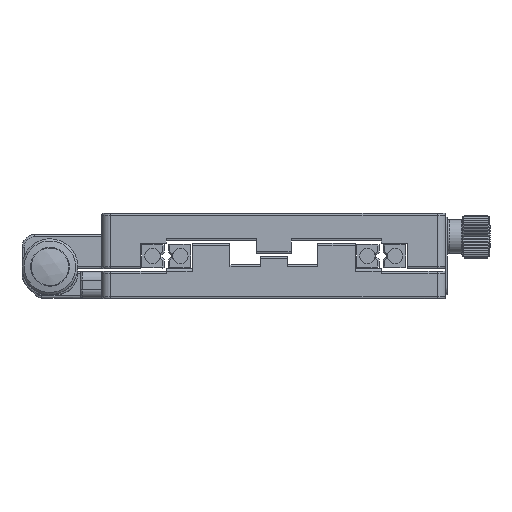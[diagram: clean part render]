
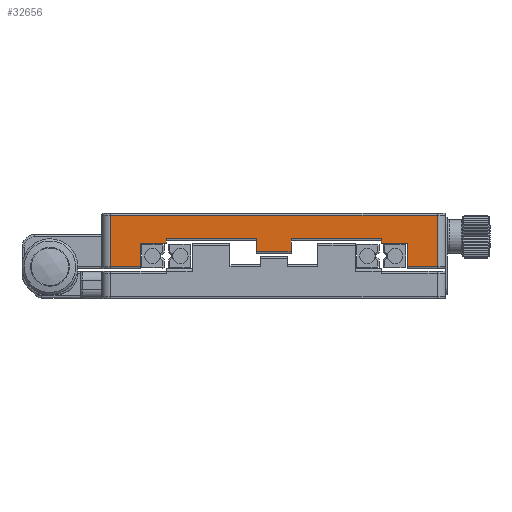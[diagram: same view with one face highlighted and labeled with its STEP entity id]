
A CAD part, front view. The second image highlights one B-rep face of the part: STEP entity #32656.
In plain terms, the highlighted planar face has unit normal (0, -1, 0).
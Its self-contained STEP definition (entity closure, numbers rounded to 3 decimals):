
#751 = VERTEX_POINT ( 'NONE', #33398 ) ;
#1068 = VERTEX_POINT ( 'NONE', #15773 ) ;
#1585 = CARTESIAN_POINT ( 'NONE',  ( 38., -40., 7. ) ) ;
#1686 = VECTOR ( 'NONE', #5820, 1000. ) ;
#2020 = VERTEX_POINT ( 'NONE', #2270 ) ;
#2270 = CARTESIAN_POINT ( 'NONE',  ( -38., -40., 7.5 ) ) ;
#2782 = EDGE_CURVE ( 'NONE', #3024, #27806, #34735, .T. ) ;
#2796 = LINE ( 'NONE', #15208, #21348 ) ;
#2799 = CARTESIAN_POINT ( 'NONE',  ( 4., -40., 11. ) ) ;
#2835 = CARTESIAN_POINT ( 'NONE',  ( -38., -40., 7. ) ) ;
#3021 = EDGE_CURVE ( 'NONE', #751, #34476, #33878, .T. ) ;
#3024 = VERTEX_POINT ( 'NONE', #30459 ) ;
#3039 = DIRECTION ( 'NONE',  ( 0., 0., -1. ) ) ;
#3397 = VERTEX_POINT ( 'NONE', #2799 ) ;
#3431 = ORIENTED_EDGE ( 'NONE', *, *, #29572, .T. ) ;
#3794 = DIRECTION ( 'NONE',  ( 0., 0., -1. ) ) ;
#4157 = ORIENTED_EDGE ( 'NONE', *, *, #17960, .T. ) ;
#4868 = ORIENTED_EDGE ( 'NONE', *, *, #10116, .T. ) ;
#5405 = DIRECTION ( 'NONE',  ( 0., 0., -1. ) ) ;
#5573 = ORIENTED_EDGE ( 'NONE', *, *, #2782, .F. ) ;
#5710 = CARTESIAN_POINT ( 'NONE',  ( -25., -40., 94.248 ) ) ;
#5779 = EDGE_CURVE ( 'NONE', #8512, #1068, #24817, .T. ) ;
#5820 = DIRECTION ( 'NONE',  ( -1., 0., 0. ) ) ;
#6689 = EDGE_CURVE ( 'NONE', #9247, #34004, #2796, .T. ) ;
#6878 = VERTEX_POINT ( 'NONE', #18719 ) ;
#6990 = DIRECTION ( 'NONE',  ( 0., 0., 1. ) ) ;
#7469 = VECTOR ( 'NONE', #32425, 1000. ) ;
#7536 = LINE ( 'NONE', #17487, #23104 ) ;
#7567 = LINE ( 'NONE', #31640, #9264 ) ;
#7585 = DIRECTION ( 'NONE',  ( 0., 1., 0. ) ) ;
#7602 = DIRECTION ( 'NONE',  ( -1., 0., 0. ) ) ;
#7981 = CARTESIAN_POINT ( 'NONE',  ( 25., -40., 94.248 ) ) ;
#8166 = DIRECTION ( 'NONE',  ( 1., 0., 0. ) ) ;
#8512 = VERTEX_POINT ( 'NONE', #27293 ) ;
#8841 = LINE ( 'NONE', #16548, #1686 ) ;
#8875 = EDGE_CURVE ( 'NONE', #15093, #31307, #9847, .T. ) ;
#9047 = EDGE_CURVE ( 'NONE', #31307, #27806, #26614, .T. ) ;
#9247 = VERTEX_POINT ( 'NONE', #22699 ) ;
#9264 = VECTOR ( 'NONE', #20603, 1000. ) ;
#9556 = ORIENTED_EDGE ( 'NONE', *, *, #5779, .F. ) ;
#9847 = LINE ( 'NONE', #20394, #32156 ) ;
#10116 = EDGE_CURVE ( 'NONE', #8512, #34004, #25262, .T. ) ;
#10132 = DIRECTION ( 'NONE',  ( 1., 0., 0. ) ) ;
#10663 = CARTESIAN_POINT ( 'NONE',  ( -38., -40., 19.5 ) ) ;
#10953 = LINE ( 'NONE', #25423, #26477 ) ;
#12122 = ORIENTED_EDGE ( 'NONE', *, *, #8875, .T. ) ;
#12139 = VECTOR ( 'NONE', #10132, 1000. ) ;
#12656 = DIRECTION ( 'NONE',  ( 0., 0., -1. ) ) ;
#12994 = EDGE_CURVE ( 'NONE', #17150, #27319, #8841, .T. ) ;
#13294 = DIRECTION ( 'NONE',  ( 0., 0., -1. ) ) ;
#13719 = VECTOR ( 'NONE', #8166, 1000. ) ;
#13753 = DIRECTION ( 'NONE',  ( 0., 0., -1. ) ) ;
#14058 = CARTESIAN_POINT ( 'NONE',  ( 4., -40., 14. ) ) ;
#14224 = LINE ( 'NONE', #16423, #7469 ) ;
#14313 = EDGE_CURVE ( 'NONE', #3024, #27096, #10953, .T. ) ;
#15093 = VERTEX_POINT ( 'NONE', #14058 ) ;
#15208 = CARTESIAN_POINT ( 'NONE',  ( -4., -40., 13.5 ) ) ;
#15773 = CARTESIAN_POINT ( 'NONE',  ( -25., -40., 13. ) ) ;
#15944 = VECTOR ( 'NONE', #3039, 1000. ) ;
#16423 = CARTESIAN_POINT ( 'NONE',  ( 38., -40., 7.5 ) ) ;
#16548 = CARTESIAN_POINT ( 'NONE',  ( 40., -40., 19.5 ) ) ;
#16705 = EDGE_CURVE ( 'NONE', #15093, #3397, #22156, .T. ) ;
#16929 = EDGE_CURVE ( 'NONE', #9247, #3397, #30563, .T. ) ;
#17150 = VERTEX_POINT ( 'NONE', #25588 ) ;
#17487 = CARTESIAN_POINT ( 'NONE',  ( -31., -40., 7.5 ) ) ;
#17550 = CARTESIAN_POINT ( 'NONE',  ( 25., -40., 14. ) ) ;
#17590 = ORIENTED_EDGE ( 'NONE', *, *, #3021, .F. ) ;
#17627 = CARTESIAN_POINT ( 'NONE',  ( -4., -40., 14. ) ) ;
#17875 = VECTOR ( 'NONE', #13294, 1000. ) ;
#17960 = EDGE_CURVE ( 'NONE', #2020, #34476, #7536, .T. ) ;
#18208 = CARTESIAN_POINT ( 'NONE',  ( 40., -40., 7. ) ) ;
#18719 = CARTESIAN_POINT ( 'NONE',  ( 38., -40., 7.5 ) ) ;
#19033 = DIRECTION ( 'NONE',  ( 1., 0., 0. ) ) ;
#19698 = EDGE_CURVE ( 'NONE', #27319, #2020, #25032, .T. ) ;
#19766 = CARTESIAN_POINT ( 'NONE',  ( -31., -40., 13. ) ) ;
#20120 = CARTESIAN_POINT ( 'NONE',  ( 31., -40., 7.5 ) ) ;
#20341 = CARTESIAN_POINT ( 'NONE',  ( 4., -40., 11. ) ) ;
#20394 = CARTESIAN_POINT ( 'NONE',  ( 25., -40., 14. ) ) ;
#20603 = DIRECTION ( 'NONE',  ( -1., 0., 0. ) ) ;
#20806 = PLANE ( 'NONE',  #28992 ) ;
#21348 = VECTOR ( 'NONE', #23326, 1000. ) ;
#22084 = EDGE_CURVE ( 'NONE', #27096, #6878, #14224, .T. ) ;
#22156 = LINE ( 'NONE', #24593, #30150 ) ;
#22699 = CARTESIAN_POINT ( 'NONE',  ( -4., -40., 11. ) ) ;
#23104 = VECTOR ( 'NONE', #19033, 1000. ) ;
#23326 = DIRECTION ( 'NONE',  ( 0., 0., 1. ) ) ;
#23996 = VECTOR ( 'NONE', #6990, 1000. ) ;
#24379 = ORIENTED_EDGE ( 'NONE', *, *, #27223, .F. ) ;
#24593 = CARTESIAN_POINT ( 'NONE',  ( 4., -40., 13.5 ) ) ;
#24668 = ORIENTED_EDGE ( 'NONE', *, *, #19698, .T. ) ;
#24705 = ORIENTED_EDGE ( 'NONE', *, *, #6689, .F. ) ;
#24817 = LINE ( 'NONE', #5710, #15944 ) ;
#25032 = LINE ( 'NONE', #2835, #17875 ) ;
#25262 = LINE ( 'NONE', #34509, #12139 ) ;
#25423 = CARTESIAN_POINT ( 'NONE',  ( 31., -40., 13. ) ) ;
#25588 = CARTESIAN_POINT ( 'NONE',  ( 38., -40., 19.5 ) ) ;
#25648 = ORIENTED_EDGE ( 'NONE', *, *, #16705, .F. ) ;
#26310 = VECTOR ( 'NONE', #7602, 1000. ) ;
#26369 = ORIENTED_EDGE ( 'NONE', *, *, #14313, .T. ) ;
#26477 = VECTOR ( 'NONE', #3794, 1000. ) ;
#26614 = LINE ( 'NONE', #7981, #34644 ) ;
#27096 = VERTEX_POINT ( 'NONE', #20120 ) ;
#27223 = EDGE_CURVE ( 'NONE', #1068, #751, #7567, .T. ) ;
#27293 = CARTESIAN_POINT ( 'NONE',  ( -25., -40., 14. ) ) ;
#27319 = VERTEX_POINT ( 'NONE', #10663 ) ;
#27806 = VERTEX_POINT ( 'NONE', #34353 ) ;
#27875 = DIRECTION ( 'NONE',  ( 0., 0., -1. ) ) ;
#28162 = ORIENTED_EDGE ( 'NONE', *, *, #22084, .T. ) ;
#28647 = ORIENTED_EDGE ( 'NONE', *, *, #16929, .T. ) ;
#28916 = EDGE_LOOP ( 'NONE', ( #24668, #4157, #17590, #24379, #9556, #4868, #24705, #28647, #25648, #12122, #29057, #5573, #26369, #28162, #3431, #33029 ) ) ;
#28992 = AXIS2_PLACEMENT_3D ( 'NONE', #18208, #7585, #12656 ) ;
#29057 = ORIENTED_EDGE ( 'NONE', *, *, #9047, .T. ) ;
#29572 = EDGE_CURVE ( 'NONE', #6878, #17150, #33685, .T. ) ;
#30150 = VECTOR ( 'NONE', #13753, 1000. ) ;
#30459 = CARTESIAN_POINT ( 'NONE',  ( 31., -40., 13. ) ) ;
#30563 = LINE ( 'NONE', #20341, #13719 ) ;
#30611 = FACE_OUTER_BOUND ( 'NONE', #28916, .T. ) ;
#31307 = VERTEX_POINT ( 'NONE', #17550 ) ;
#31640 = CARTESIAN_POINT ( 'NONE',  ( -19., -40., 13. ) ) ;
#31838 = CARTESIAN_POINT ( 'NONE',  ( 31., -40., 13. ) ) ;
#32156 = VECTOR ( 'NONE', #34047, 1000. ) ;
#32425 = DIRECTION ( 'NONE',  ( 1., 0., 0. ) ) ;
#32656 = ADVANCED_FACE ( 'NONE', ( #30611 ), #20806, .F. ) ;
#33029 = ORIENTED_EDGE ( 'NONE', *, *, #12994, .T. ) ;
#33398 = CARTESIAN_POINT ( 'NONE',  ( -31., -40., 13. ) ) ;
#33685 = LINE ( 'NONE', #1585, #23996 ) ;
#33878 = LINE ( 'NONE', #19766, #34304 ) ;
#34004 = VERTEX_POINT ( 'NONE', #17627 ) ;
#34047 = DIRECTION ( 'NONE',  ( 1., 0., 0. ) ) ;
#34304 = VECTOR ( 'NONE', #27875, 1000. ) ;
#34353 = CARTESIAN_POINT ( 'NONE',  ( 25., -40., 13. ) ) ;
#34459 = CARTESIAN_POINT ( 'NONE',  ( -31., -40., 7.5 ) ) ;
#34476 = VERTEX_POINT ( 'NONE', #34459 ) ;
#34509 = CARTESIAN_POINT ( 'NONE',  ( -4., -40., 14. ) ) ;
#34644 = VECTOR ( 'NONE', #5405, 1000. ) ;
#34735 = LINE ( 'NONE', #31838, #26310 ) ;
